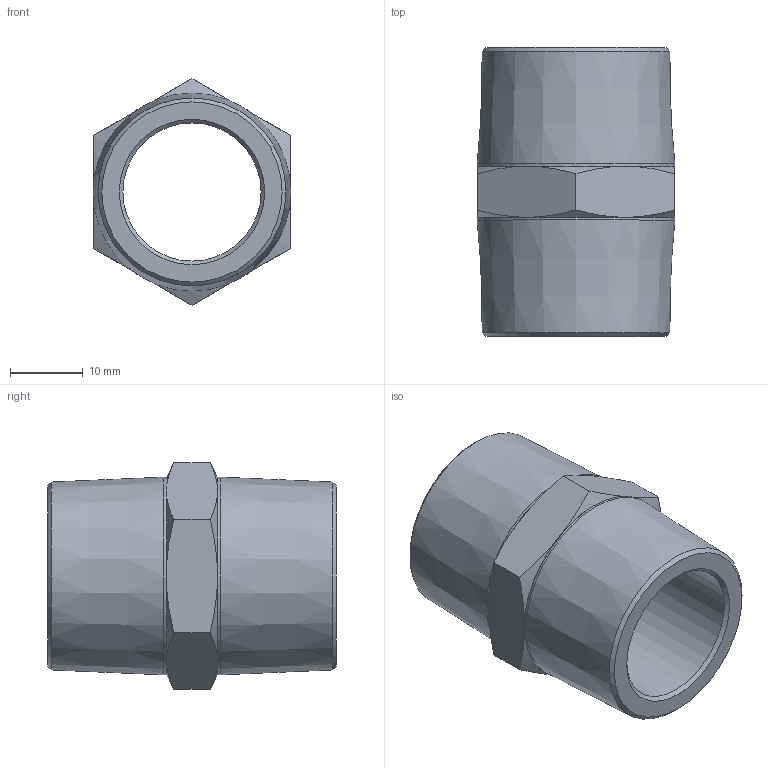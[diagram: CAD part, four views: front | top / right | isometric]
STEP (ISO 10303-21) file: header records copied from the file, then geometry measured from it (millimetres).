
FILE_DESCRIPTION(/* description */ ('Unknown'),/* implementation_level */ '2;1');
FILE_NAME(/* name */ 'A2.3;4.3;4',/* time_stamp */ '2021-01-05T11:07:17-05:00',/* author */ ('Unknown'),/* organization */ ('Unknown'),/* preprocessor_version */ 'ST-DEVELOPER v16.7',/* originating_system */ 'Solid Edge',/* authorisation */ 'Unknown');
FILE_SCHEMA (('AUTOMOTIVE_DESIGN {1 0 10303 214 3 1 1}'));
Length unit declared in the file: millimetre
Products named in the file (1): A2.3;4.3;4
Bounding box: 27.2 x 39.74 x 31.18 mm (x, y, z)
Volume: 11167.9 mm3; surface area: 6226.4 mm2
Topology: 1 solids, 1 shells, 36 faces, 77 edges, 44 vertices
Faces by surface type: cone 18, plane 15, cylinder 3
Full cylindrical faces by diameter (mm): 19 x1, 27.2 x2
Entity records: 1186 total; most frequent: CARTESIAN_POINT 215, DIRECTION 144, ORIENTED_EDGE 130, AXIS2_PLACEMENT_3D 66, EDGE_CURVE 65, EDGE_LOOP 48, FACE_BOUND 48, VERTEX_POINT 41
